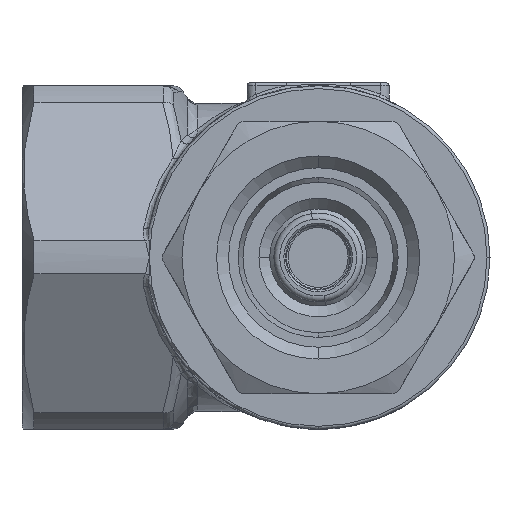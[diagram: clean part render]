
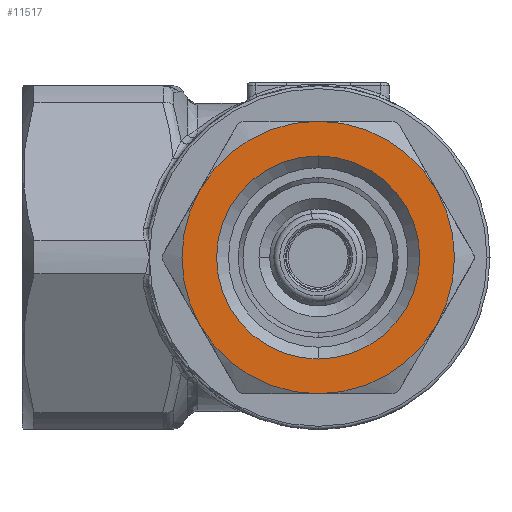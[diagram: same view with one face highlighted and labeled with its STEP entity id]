
A CAD part, front view. The second image highlights one B-rep face of the part: STEP entity #11517.
In plain terms, the highlighted planar face has unit normal (0, -1, 0).
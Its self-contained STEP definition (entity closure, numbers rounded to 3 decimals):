
#1457 = ORIENTED_EDGE ( 'NONE', *, *, #10146, .T. ) ;
#2797 = EDGE_LOOP ( 'NONE', ( #11718, #11716, #11717, #11730, #11661, #11752 ) ) ;
#3308 = EDGE_LOOP ( 'NONE', ( #1457, #11737 ) ) ;
#10146 = EDGE_CURVE ( 'NONE', #16375, #16376, #18814, .T. ) ;
#11420 = EDGE_CURVE ( 'NONE', #16737, #16948, #22327, .T. ) ;
#11421 = EDGE_CURVE ( 'NONE', #16376, #16375, #22325, .T. ) ;
#11428 = EDGE_CURVE ( 'NONE', #16737, #16770, #22339, .T. ) ;
#11448 = EDGE_CURVE ( 'NONE', #16857, #16855, #22358, .T. ) ;
#11450 = EDGE_CURVE ( 'NONE', #16948, #16857, #22367, .T. ) ;
#11451 = EDGE_CURVE ( 'NONE', #16855, #16779, #22369, .T. ) ;
#11456 = EDGE_CURVE ( 'NONE', #16779, #16770, #22386, .T. ) ;
#11517 = ADVANCED_FACE ( 'NONE', ( #21324, #21309 ), #21326, .F. ) ;
#11661 = ORIENTED_EDGE ( 'NONE', *, *, #11451, .T. ) ;
#11716 = ORIENTED_EDGE ( 'NONE', *, *, #11420, .T. ) ;
#11717 = ORIENTED_EDGE ( 'NONE', *, *, #11450, .T. ) ;
#11718 = ORIENTED_EDGE ( 'NONE', *, *, #11428, .F. ) ;
#11730 = ORIENTED_EDGE ( 'NONE', *, *, #11448, .T. ) ;
#11737 = ORIENTED_EDGE ( 'NONE', *, *, #11421, .T. ) ;
#11752 = ORIENTED_EDGE ( 'NONE', *, *, #11456, .T. ) ;
#16375 = VERTEX_POINT ( 'NONE', #25457 ) ;
#16376 = VERTEX_POINT ( 'NONE', #25449 ) ;
#16737 = VERTEX_POINT ( 'NONE', #25693 ) ;
#16770 = VERTEX_POINT ( 'NONE', #25726 ) ;
#16779 = VERTEX_POINT ( 'NONE', #25735 ) ;
#16855 = VERTEX_POINT ( 'NONE', #25845 ) ;
#16857 = VERTEX_POINT ( 'NONE', #25848 ) ;
#16948 = VERTEX_POINT ( 'NONE', #25856 ) ;
#18343 = CARTESIAN_POINT ( 'NONE',  ( 0., -40.984, 0. ) ) ;
#18344 = DIRECTION ( 'NONE',  ( 0., 1., 0. ) ) ;
#18345 = DIRECTION ( 'NONE',  ( 0., 0., 1. ) ) ;
#18814 = CIRCLE ( 'NONE', #18825, 17.145 ) ;
#18825 = AXIS2_PLACEMENT_3D ( 'NONE', #18343, #18344, #18345 ) ;
#20041 = CARTESIAN_POINT ( 'NONE',  ( 0., -40.984, 0. ) ) ;
#20042 = DIRECTION ( 'NONE',  ( 0., -1., 0. ) ) ;
#20043 = DIRECTION ( 'NONE',  ( 0., 0., 1. ) ) ;
#20046 = CARTESIAN_POINT ( 'NONE',  ( 0., -40.984, 0. ) ) ;
#20047 = DIRECTION ( 'NONE',  ( 0., 1., 0. ) ) ;
#20048 = DIRECTION ( 'NONE',  ( 0., 0., 1. ) ) ;
#20084 = CARTESIAN_POINT ( 'NONE',  ( 0., -40.984, 0. ) ) ;
#20085 = DIRECTION ( 'NONE',  ( 0., 1., 0. ) ) ;
#20086 = DIRECTION ( 'NONE',  ( 0., 0., 1. ) ) ;
#20175 = CARTESIAN_POINT ( 'NONE',  ( 0., -40.984, 0. ) ) ;
#20176 = DIRECTION ( 'NONE',  ( 0., -1., 0. ) ) ;
#20177 = DIRECTION ( 'NONE',  ( 0., 0., 1. ) ) ;
#20179 = CARTESIAN_POINT ( 'NONE',  ( 0., -40.984, 0. ) ) ;
#20180 = DIRECTION ( 'NONE',  ( 0., -1., 0. ) ) ;
#20181 = DIRECTION ( 'NONE',  ( 0., 0., 1. ) ) ;
#20184 = CARTESIAN_POINT ( 'NONE',  ( 0., -40.984, 0. ) ) ;
#20185 = DIRECTION ( 'NONE',  ( 0., -1., 0. ) ) ;
#20186 = DIRECTION ( 'NONE',  ( 0., 0., 1. ) ) ;
#20204 = CARTESIAN_POINT ( 'NONE',  ( 0., -40.984, 0. ) ) ;
#20205 = DIRECTION ( 'NONE',  ( 0., -1., 0. ) ) ;
#20206 = DIRECTION ( 'NONE',  ( 0., 0., 1. ) ) ;
#21309 = FACE_OUTER_BOUND ( 'NONE', #2797, .T. ) ;
#21324 = FACE_BOUND ( 'NONE', #3308, .T. ) ;
#21326 = PLANE ( 'NONE',  #26145 ) ;
#21335 = CARTESIAN_POINT ( 'NONE',  ( 39.837, -40.984, 23. ) ) ;
#21336 = DIRECTION ( 'NONE',  ( 0., 1., 0. ) ) ;
#21337 = DIRECTION ( 'NONE',  ( 0., 0., 1. ) ) ;
#22325 = CIRCLE ( 'NONE', #22333, 17.145 ) ;
#22327 = CIRCLE ( 'NONE', #22329, 23. ) ;
#22329 = AXIS2_PLACEMENT_3D ( 'NONE', #20041, #20042, #20043 ) ;
#22333 = AXIS2_PLACEMENT_3D ( 'NONE', #20046, #20047, #20048 ) ;
#22339 = CIRCLE ( 'NONE', #22343, 23. ) ;
#22343 = AXIS2_PLACEMENT_3D ( 'NONE', #20084, #20085, #20086 ) ;
#22358 = CIRCLE ( 'NONE', #22365, 23. ) ;
#22365 = AXIS2_PLACEMENT_3D ( 'NONE', #20175, #20176, #20177 ) ;
#22367 = CIRCLE ( 'NONE', #22371, 23. ) ;
#22369 = CIRCLE ( 'NONE', #22376, 23. ) ;
#22371 = AXIS2_PLACEMENT_3D ( 'NONE', #20179, #20180, #20181 ) ;
#22376 = AXIS2_PLACEMENT_3D ( 'NONE', #20184, #20185, #20186 ) ;
#22386 = CIRCLE ( 'NONE', #22393, 23. ) ;
#22393 = AXIS2_PLACEMENT_3D ( 'NONE', #20204, #20205, #20206 ) ;
#25449 = CARTESIAN_POINT ( 'NONE',  ( 0., -40.984, 17.145 ) ) ;
#25457 = CARTESIAN_POINT ( 'NONE',  ( 0., -40.984, -17.145 ) ) ;
#25693 = CARTESIAN_POINT ( 'NONE',  ( 0., -40.984, 23. ) ) ;
#25726 = CARTESIAN_POINT ( 'NONE',  ( 19.919, -40.984, 11.5 ) ) ;
#25735 = CARTESIAN_POINT ( 'NONE',  ( 19.919, -40.984, -11.5 ) ) ;
#25845 = CARTESIAN_POINT ( 'NONE',  ( 0., -40.984, -23. ) ) ;
#25848 = CARTESIAN_POINT ( 'NONE',  ( -19.919, -40.984, -11.5 ) ) ;
#25856 = CARTESIAN_POINT ( 'NONE',  ( -19.919, -40.984, 11.5 ) ) ;
#26145 = AXIS2_PLACEMENT_3D ( 'NONE', #21335, #21336, #21337 ) ;
